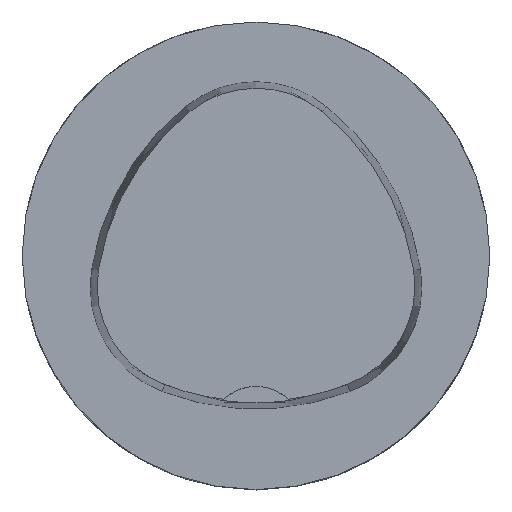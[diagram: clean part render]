
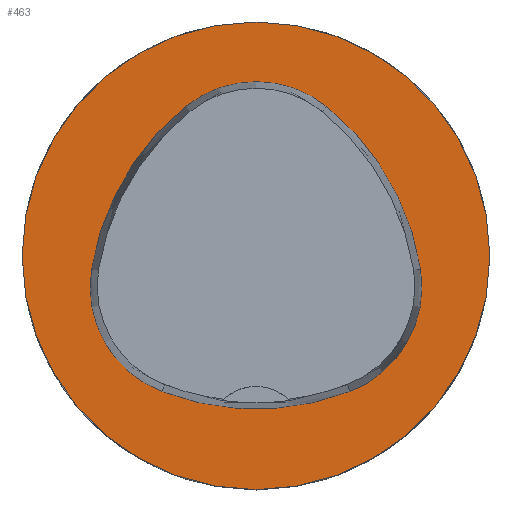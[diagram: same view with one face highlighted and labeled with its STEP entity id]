
A CAD part, top view. The second image highlights one B-rep face of the part: STEP entity #463.
In plain terms, the highlighted planar face has unit normal (0, 0, 1).
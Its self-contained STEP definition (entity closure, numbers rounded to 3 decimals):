
#237=FACE_BOUND('',#1015,.T.);
#238=FACE_BOUND('',#1016,.T.);
#334=PLANE('',#4736);
#463=ADVANCED_FACE('',(#237,#238),#334,.T.);
#1015=EDGE_LOOP('',(#2265,#2266,#2267,#2268,#2269,#2270));
#1016=EDGE_LOOP('',(#2271));
#1292=CIRCLE('',#4708,25.);
#1293=CIRCLE('',#4714,28.);
#1295=CIRCLE('',#4717,12.);
#1297=CIRCLE('',#4720,28.);
#1299=CIRCLE('',#4723,12.);
#1303=CIRCLE('',#4728,28.);
#1305=CIRCLE('',#4731,12.);
#2265=ORIENTED_EDGE('',*,*,#3915,.T.);
#2266=ORIENTED_EDGE('',*,*,#3895,.T.);
#2267=ORIENTED_EDGE('',*,*,#3899,.T.);
#2268=ORIENTED_EDGE('',*,*,#3902,.T.);
#2269=ORIENTED_EDGE('',*,*,#3905,.T.);
#2270=ORIENTED_EDGE('',*,*,#3913,.T.);
#2271=ORIENTED_EDGE('',*,*,#3886,.F.);
#3441=VERTEX_POINT('',#6810);
#3450=VERTEX_POINT('',#6829);
#3451=VERTEX_POINT('',#6830);
#3454=VERTEX_POINT('',#6838);
#3456=VERTEX_POINT('',#6844);
#3458=VERTEX_POINT('',#6850);
#3465=VERTEX_POINT('',#6871);
#3886=EDGE_CURVE('',#3441,#3441,#1292,.T.);
#3895=EDGE_CURVE('',#3450,#3451,#1293,.T.);
#3899=EDGE_CURVE('',#3451,#3454,#1295,.T.);
#3902=EDGE_CURVE('',#3454,#3456,#1297,.T.);
#3905=EDGE_CURVE('',#3456,#3458,#1299,.T.);
#3913=EDGE_CURVE('',#3458,#3465,#1303,.T.);
#3915=EDGE_CURVE('',#3465,#3450,#1305,.T.);
#4708=AXIS2_PLACEMENT_3D('',#6809,#5338,#5339);
#4714=AXIS2_PLACEMENT_3D('',#6828,#5354,#5355);
#4717=AXIS2_PLACEMENT_3D('',#6837,#5362,#5363);
#4720=AXIS2_PLACEMENT_3D('',#6843,#5369,#5370);
#4723=AXIS2_PLACEMENT_3D('',#6849,#5376,#5377);
#4728=AXIS2_PLACEMENT_3D('',#6872,#5388,#5389);
#4731=AXIS2_PLACEMENT_3D('',#6875,#5394,#5395);
#4736=AXIS2_PLACEMENT_3D('',#6880,#5404,#5405);
#5338=DIRECTION('',(0.,0.,-1.));
#5339=DIRECTION('',(-1.,0.,0.));
#5354=DIRECTION('',(0.,0.,-1.));
#5355=DIRECTION('',(-1.,0.,0.));
#5362=DIRECTION('',(0.,0.,-1.));
#5363=DIRECTION('',(-1.,0.,0.));
#5369=DIRECTION('',(0.,0.,-1.));
#5370=DIRECTION('',(-1.,0.,0.));
#5376=DIRECTION('',(0.,0.,-1.));
#5377=DIRECTION('',(-1.,0.,0.));
#5388=DIRECTION('',(0.,0.,-1.));
#5389=DIRECTION('',(-1.,0.,0.));
#5394=DIRECTION('',(0.,0.,-1.));
#5395=DIRECTION('',(-1.,0.,0.));
#5404=DIRECTION('',(0.,0.,1.));
#5405=DIRECTION('',(1.,0.,0.));
#6809=CARTESIAN_POINT('',(0.,0.,0.));
#6810=CARTESIAN_POINT('',(-25.,0.,0.));
#6828=CARTESIAN_POINT('',(10.068,-5.824,0.));
#6829=CARTESIAN_POINT('',(-17.584,-1.424,0.));
#6830=CARTESIAN_POINT('',(-7.531,15.953,0.));
#6837=CARTESIAN_POINT('',(0.011,6.62,0.));
#6838=CARTESIAN_POINT('',(7.567,15.942,0.));
#6843=CARTESIAN_POINT('',(-10.063,-5.81,0.));
#6844=CARTESIAN_POINT('',(17.59,-1.418,0.));
#6849=CARTESIAN_POINT('',(5.739,-3.3,0.));
#6850=CARTESIAN_POINT('',(10.05,-14.499,0.));
#6871=CARTESIAN_POINT('',(-10.025,-14.516,0.));
#6872=CARTESIAN_POINT('',(-0.01,11.631,0.));
#6875=CARTESIAN_POINT('',(-5.733,-3.31,0.));
#6880=CARTESIAN_POINT('',(0.,0.,0.));
